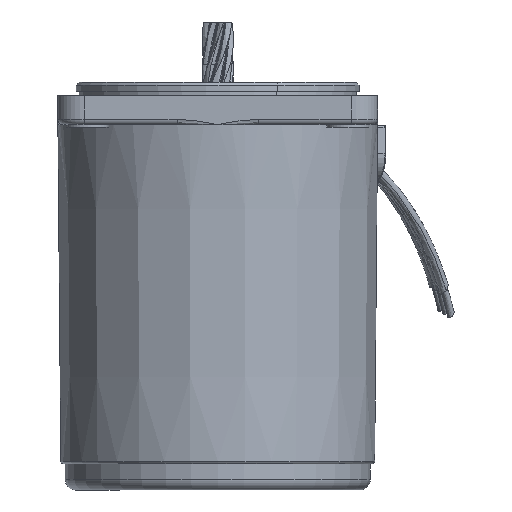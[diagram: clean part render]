
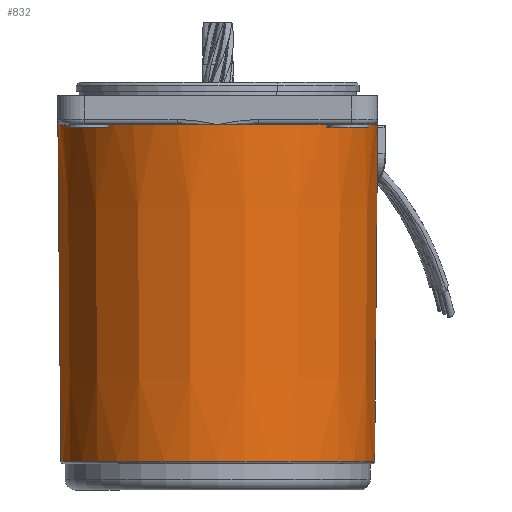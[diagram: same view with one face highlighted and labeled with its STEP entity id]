
A CAD part, left-side view. The second image highlights one B-rep face of the part: STEP entity #832.
In plain terms, the highlighted conical face has half-angle 0.5 degrees and reference radius 29.841 mm.
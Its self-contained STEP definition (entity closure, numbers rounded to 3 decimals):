
#757 = ORIENTED_EDGE ( 'NONE', *, *, #796, .F. ) ;
#759 = EDGE_LOOP ( 'NONE', ( #830, #818, #833, #817, #823, #757, #802, #809, #800 ) ) ;
#761 = VERTEX_POINT ( 'NONE', #3130 ) ;
#762 = VERTEX_POINT ( 'NONE', #3095 ) ;
#763 = VERTEX_POINT ( 'NONE', #3076 ) ;
#764 = VERTEX_POINT ( 'NONE', #3112 ) ;
#796 = EDGE_CURVE ( 'NONE', #799, #12608, #3185, .T. ) ;
#797 = VERTEX_POINT ( 'NONE', #3188 ) ;
#799 = VERTEX_POINT ( 'NONE', #3190 ) ;
#800 = ORIENTED_EDGE ( 'NONE', *, *, #810, .F. ) ;
#802 = ORIENTED_EDGE ( 'NONE', *, *, #805, .F. ) ;
#803 = EDGE_CURVE ( 'NONE', #806, #797, #3186, .T. ) ;
#805 = EDGE_CURVE ( 'NONE', #797, #799, #2904, .T. ) ;
#806 = VERTEX_POINT ( 'NONE', #3225 ) ;
#809 = ORIENTED_EDGE ( 'NONE', *, *, #803, .F. ) ;
#810 = EDGE_CURVE ( 'NONE', #763, #806, #3222, .T. ) ;
#817 = ORIENTED_EDGE ( 'NONE', *, *, #820, .F. ) ;
#818 = ORIENTED_EDGE ( 'NONE', *, *, #834, .T. ) ;
#819 = EDGE_CURVE ( 'NONE', #762, #761, #3214, .T. ) ;
#820 = EDGE_CURVE ( 'NONE', #831, #762, #3256, .T. ) ;
#822 = EDGE_CURVE ( 'NONE', #12608, #831, #3201, .T. ) ;
#823 = ORIENTED_EDGE ( 'NONE', *, *, #822, .F. ) ;
#830 = ORIENTED_EDGE ( 'NONE', *, *, #835, .T. ) ;
#831 = VERTEX_POINT ( 'NONE', #3244 ) ;
#832 = ADVANCED_FACE ( 'NONE', ( #3250 ), #3231, .T. ) ;
#833 = ORIENTED_EDGE ( 'NONE', *, *, #819, .F. ) ;
#834 = EDGE_CURVE ( 'NONE', #764, #761, #3284, .T. ) ;
#835 = EDGE_CURVE ( 'NONE', #763, #764, #3286, .T. ) ;
#2904 = CIRCLE ( 'NONE', #2923, 30.4 ) ;
#2923 = AXIS2_PLACEMENT_3D ( 'NONE', #2926, #2925, #2924 ) ;
#2924 = DIRECTION ( 'NONE',  ( 1., 0., 0. ) ) ;
#2925 = DIRECTION ( 'NONE',  ( 0., 0., 1. ) ) ;
#2926 = CARTESIAN_POINT ( 'NONE',  ( 0., 0., -5.5 ) ) ;
#3076 = CARTESIAN_POINT ( 'NONE',  ( 29.841, 0., -69.504 ) ) ;
#3095 = CARTESIAN_POINT ( 'NONE',  ( -29.4, 7.733, -5.5 ) ) ;
#3112 = CARTESIAN_POINT ( 'NONE',  ( -29.841, 0., -69.504 ) ) ;
#3130 = CARTESIAN_POINT ( 'NONE',  ( -30.4, 0., -5.5 ) ) ;
#3173 = DIRECTION ( 'NONE',  ( 1., 0., 0. ) ) ;
#3174 = DIRECTION ( 'NONE',  ( 0., 0., 1. ) ) ;
#3175 = CARTESIAN_POINT ( 'NONE',  ( 0., 0., -5.5 ) ) ;
#3176 = AXIS2_PLACEMENT_3D ( 'NONE', #3175, #3174, #3173 ) ;
#3181 = DIRECTION ( 'NONE',  ( 1., 0., 0. ) ) ;
#3182 = DIRECTION ( 'NONE',  ( 0., 0., 1. ) ) ;
#3183 = CARTESIAN_POINT ( 'NONE',  ( 0., 0., -5.5 ) ) ;
#3184 = AXIS2_PLACEMENT_3D ( 'NONE', #3183, #3182, #3181 ) ;
#3185 = CIRCLE ( 'NONE', #3184, 30.4 ) ;
#3186 = CIRCLE ( 'NONE', #3176, 30.4 ) ;
#3188 = CARTESIAN_POINT ( 'NONE',  ( 29.4, 7.733, -5.5 ) ) ;
#3190 = CARTESIAN_POINT ( 'NONE',  ( 7.733, 29.4, -5.5 ) ) ;
#3200 = CARTESIAN_POINT ( 'NONE',  ( 0., 0., -5.5 ) ) ;
#3201 = CIRCLE ( 'NONE', #3245, 30.4 ) ;
#3203 = AXIS2_PLACEMENT_3D ( 'NONE', #3251, #3247, #3246 ) ;
#3206 = DIRECTION ( 'NONE',  ( 0.009, 0., 1. ) ) ;
#3214 = CIRCLE ( 'NONE', #3254, 30.4 ) ;
#3215 = VECTOR ( 'NONE', #3206, 1000. ) ;
#3221 = CARTESIAN_POINT ( 'NONE',  ( 29.841, 0., -69.504 ) ) ;
#3222 = LINE ( 'NONE', #3221, #3215 ) ;
#3223 = CARTESIAN_POINT ( 'NONE',  ( 0., 0., -5.5 ) ) ;
#3225 = CARTESIAN_POINT ( 'NONE',  ( 30.4, 0., -5.5 ) ) ;
#3226 = CARTESIAN_POINT ( 'NONE',  ( 0., 0., -69.504 ) ) ;
#3231 = CONICAL_SURFACE ( 'NONE', #3248, 29.841, 0.009 ) ;
#3238 = DIRECTION ( 'NONE',  ( 1., 0., 0. ) ) ;
#3239 = DIRECTION ( 'NONE',  ( 0., 0., 1. ) ) ;
#3243 = CARTESIAN_POINT ( 'NONE',  ( 0., 0., -69.504 ) ) ;
#3244 = CARTESIAN_POINT ( 'NONE',  ( -7.733, 29.4, -5.5 ) ) ;
#3245 = AXIS2_PLACEMENT_3D ( 'NONE', #3223, #3239, #3238 ) ;
#3246 = DIRECTION ( 'NONE',  ( 1., 0., 0. ) ) ;
#3247 = DIRECTION ( 'NONE',  ( 0., 0., 1. ) ) ;
#3248 = AXIS2_PLACEMENT_3D ( 'NONE', #3226, #3288, #3287 ) ;
#3250 = FACE_OUTER_BOUND ( 'NONE', #759, .T. ) ;
#3251 = CARTESIAN_POINT ( 'NONE',  ( 0., 0., -5.5 ) ) ;
#3252 = DIRECTION ( 'NONE',  ( 1., 0., 0. ) ) ;
#3253 = DIRECTION ( 'NONE',  ( 0., 0., 1. ) ) ;
#3254 = AXIS2_PLACEMENT_3D ( 'NONE', #3200, #3253, #3252 ) ;
#3256 = CIRCLE ( 'NONE', #3203, 30.4 ) ;
#3277 = DIRECTION ( 'NONE',  ( 1., 0., 0. ) ) ;
#3278 = DIRECTION ( 'NONE',  ( 0., 0., 1. ) ) ;
#3281 = DIRECTION ( 'NONE',  ( -0.009, 0., 1. ) ) ;
#3282 = VECTOR ( 'NONE', #3281, 1000. ) ;
#3283 = CARTESIAN_POINT ( 'NONE',  ( -29.841, 0., -69.504 ) ) ;
#3284 = LINE ( 'NONE', #3283, #3282 ) ;
#3285 = AXIS2_PLACEMENT_3D ( 'NONE', #3243, #3278, #3277 ) ;
#3286 = CIRCLE ( 'NONE', #3285, 29.841 ) ;
#3287 = DIRECTION ( 'NONE',  ( 1., 0., 0. ) ) ;
#3288 = DIRECTION ( 'NONE',  ( 0., 0., 1. ) ) ;
#7948 = CARTESIAN_POINT ( 'NONE',  ( 0., 30.4, -5.5 ) ) ;
#12608 = VERTEX_POINT ( 'NONE', #7948 ) ;
